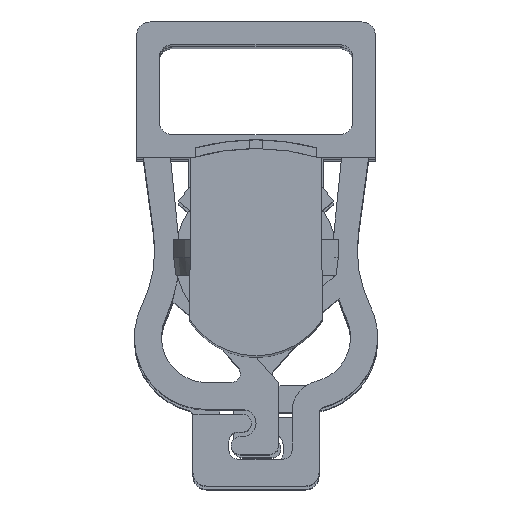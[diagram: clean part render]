
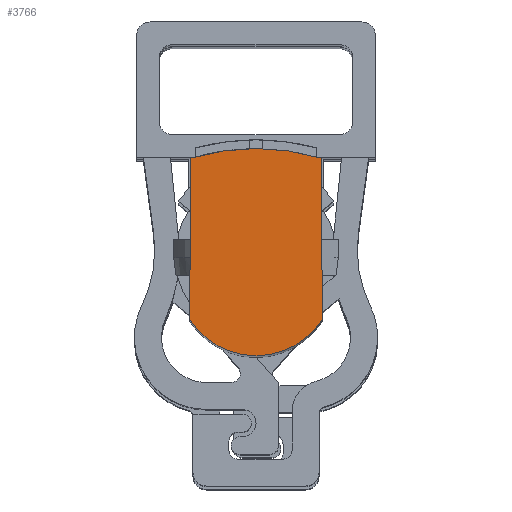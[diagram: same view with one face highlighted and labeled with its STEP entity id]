
A CAD part, top view. The second image highlights one B-rep face of the part: STEP entity #3766.
In plain terms, the highlighted planar face has unit normal (0, 0, 1).
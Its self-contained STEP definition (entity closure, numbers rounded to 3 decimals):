
#121=CIRCLE('',#3962,5.);
#138=CIRCLE('',#3989,1.75);
#339=ORIENTED_EDGE('',*,*,#1242,.T.);
#340=ORIENTED_EDGE('',*,*,#1253,.T.);
#341=ORIENTED_EDGE('',*,*,#1252,.T.);
#342=ORIENTED_EDGE('',*,*,#1196,.T.);
#1196=EDGE_CURVE('',#1659,#1658,#121,.T.);
#1242=EDGE_CURVE('',#1658,#1695,#1984,.T.);
#1252=EDGE_CURVE('',#1701,#1659,#1994,.T.);
#1253=EDGE_CURVE('',#1695,#1701,#138,.T.);
#1658=VERTEX_POINT('',#5298);
#1659=VERTEX_POINT('',#5300);
#1695=VERTEX_POINT('',#5389);
#1701=VERTEX_POINT('',#5403);
#1984=LINE('',#5390,#2302);
#1994=LINE('',#5410,#2312);
#2302=VECTOR('',#4392,1000.);
#2312=VECTOR('',#4404,1000.);
#2600=EDGE_LOOP('',(#339,#340,#341,#342));
#2808=FACE_BOUND('',#2600,.T.);
#3009=PLANE('',#3991);
#3766=ADVANCED_FACE('',(#2808),#3009,.T.);
#3962=AXIS2_PLACEMENT_3D('',#5299,#4313,#4314);
#3989=AXIS2_PLACEMENT_3D('',#5412,#4407,#4408);
#3991=AXIS2_PLACEMENT_3D('',#5414,#4411,#4412);
#4313=DIRECTION('',(0.,0.,1.));
#4314=DIRECTION('',(1.,0.,0.));
#4392=DIRECTION('',(-0.009,-1.,0.));
#4404=DIRECTION('',(-0.009,1.,0.));
#4407=DIRECTION('',(0.,0.,1.));
#4408=DIRECTION('',(1.,0.,0.));
#4411=DIRECTION('',(0.,0.,1.));
#4412=DIRECTION('',(1.,0.,0.));
#5298=CARTESIAN_POINT('',(-1.444,4.387,20.95));
#5299=CARTESIAN_POINT('',(0.,-0.4,20.95));
#5300=CARTESIAN_POINT('',(1.444,4.387,20.95));
#5389=CARTESIAN_POINT('',(-1.475,0.808,20.95));
#5390=CARTESIAN_POINT('',(-1.444,4.387,20.95));
#5403=CARTESIAN_POINT('',(1.475,0.808,20.95));
#5410=CARTESIAN_POINT('',(1.475,0.808,20.95));
#5412=CARTESIAN_POINT('',(0.,1.75,20.95));
#5414=CARTESIAN_POINT('',(0.,1.75,20.95));
